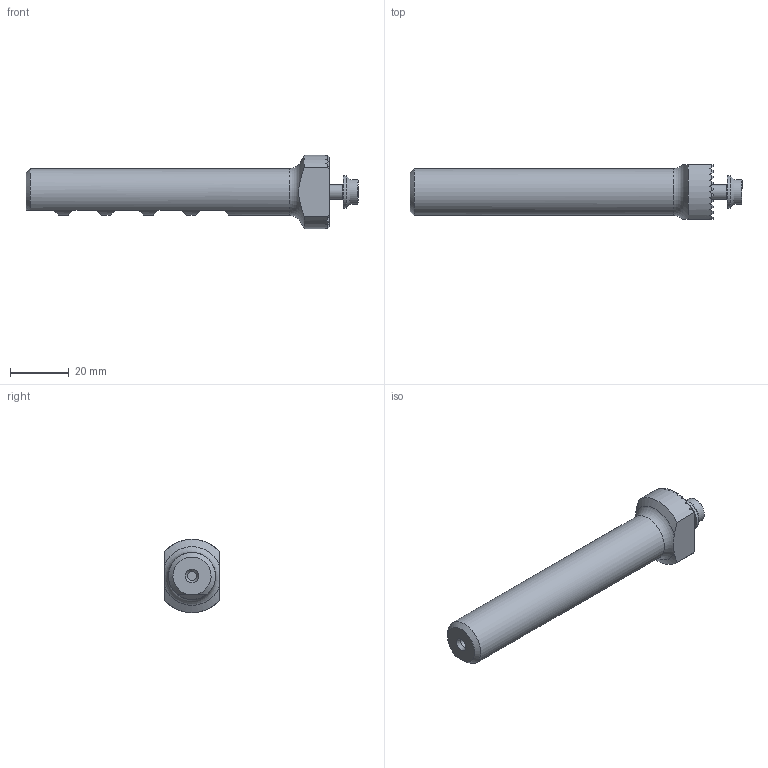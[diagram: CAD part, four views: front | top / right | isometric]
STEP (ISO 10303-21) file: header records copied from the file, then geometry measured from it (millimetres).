
FILE_DESCRIPTION (( 'STEP AP214' ), '1' );
FILE_NAME ('U16.BV1.K01.103.STEP', '2020-08-13T14:18:41', ( '' ), ( '' ), 'SwSTEP 2.0', 'SolidWorks 2017', '' );
FILE_SCHEMA (( 'AUTOMOTIVE_DESIGN' ));
Length unit declared in the file: millimetre
Products named in the file (3): U16-BV1.K01.103_A; BN 1392 - M5 x 16; U16.BV1.K01.103
Assembly tree (2 placements, depth 2):
  U16.BV1.K01.103
    U16-BV1.K01.103_A
    BN 1392 - M5 x 16
Bounding box: 113.2 x 18.6 x 25 mm (x, y, z)
Volume: 21860.8 mm3; surface area: 8034.9 mm2
Topology: 2 solids, 2 shells, 138 faces, 375 edges, 244 vertices
Faces by surface type: plane 78, cone 31, cylinder 26, torus 3
Full cylindrical faces by diameter (mm): 2 x1, 3 x1, 4.2 x1, 5 x1, 5.5 x1, 8.5 x1, 11 x1, 16 x1
Entity records: 5323 total; most frequent: CARTESIAN_POINT 1476, ORIENTED_EDGE 696, DIRECTION 566, EDGE_CURVE 348, VERTEX_POINT 236, AXIS2_PLACEMENT_3D 225, EDGE_LOOP 164, FACE_OUTER_BOUND 149
